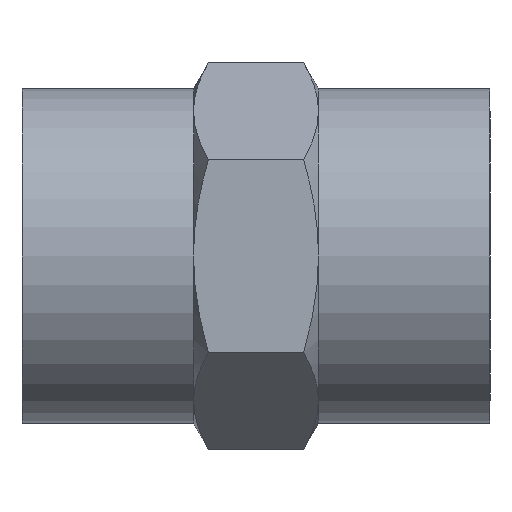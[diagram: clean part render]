
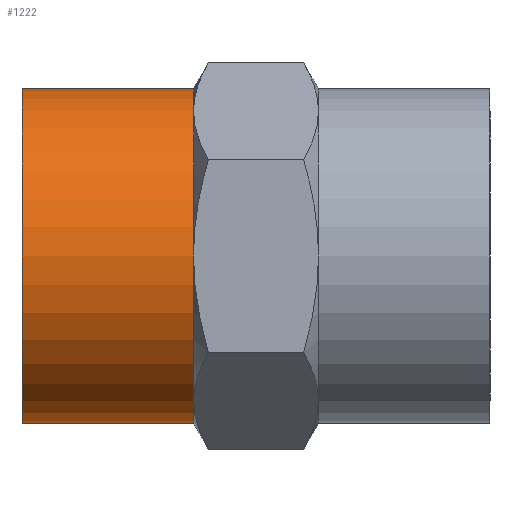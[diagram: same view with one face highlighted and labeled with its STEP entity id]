
A CAD part, front view. The second image highlights one B-rep face of the part: STEP entity #1222.
In plain terms, the highlighted cylindrical face has radius 7.938 mm (diameter 15.875 mm), a full revolution.
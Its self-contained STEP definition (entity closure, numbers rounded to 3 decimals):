
#201=FACE_OUTER_BOUND('',#277,.T.);
#277=EDGE_LOOP('',(#821,#822,#823,#824,#825,#826,#827,#828,#829,#830,#831));
#359=CIRCLE('',#1304,7.938);
#360=CIRCLE('',#1305,7.938);
#361=CIRCLE('',#1306,7.938);
#362=CIRCLE('',#1307,7.938);
#363=CIRCLE('',#1308,7.938);
#364=CIRCLE('',#1309,7.938);
#365=CIRCLE('',#1310,7.938);
#395=LINE('',#1685,#447);
#396=LINE('',#1693,#448);
#447=VECTOR('',#1416,1000.);
#448=VECTOR('',#1423,1000.);
#499=VERTEX_POINT('',#1683);
#500=VERTEX_POINT('',#1684);
#501=VERTEX_POINT('',#1686);
#502=VERTEX_POINT('',#1688);
#503=VERTEX_POINT('',#1690);
#504=VERTEX_POINT('',#1692);
#505=VERTEX_POINT('',#1694);
#506=VERTEX_POINT('',#1696);
#625=EDGE_CURVE('',#499,#500,#395,.T.);
#626=EDGE_CURVE('',#501,#500,#359,.T.);
#627=EDGE_CURVE('',#502,#501,#360,.T.);
#628=EDGE_CURVE('',#503,#502,#361,.T.);
#629=EDGE_CURVE('',#504,#503,#396,.T.);
#630=EDGE_CURVE('',#505,#503,#362,.T.);
#631=EDGE_CURVE('',#506,#505,#363,.T.);
#632=EDGE_CURVE('',#500,#506,#364,.T.);
#633=EDGE_CURVE('',#499,#499,#365,.T.);
#821=ORIENTED_EDGE('',*,*,#625,.T.);
#822=ORIENTED_EDGE('',*,*,#626,.F.);
#823=ORIENTED_EDGE('',*,*,#627,.F.);
#824=ORIENTED_EDGE('',*,*,#628,.F.);
#825=ORIENTED_EDGE('',*,*,#629,.F.);
#826=ORIENTED_EDGE('',*,*,#629,.T.);
#827=ORIENTED_EDGE('',*,*,#630,.F.);
#828=ORIENTED_EDGE('',*,*,#631,.F.);
#829=ORIENTED_EDGE('',*,*,#632,.F.);
#830=ORIENTED_EDGE('',*,*,#625,.F.);
#831=ORIENTED_EDGE('',*,*,#633,.T.);
#1213=CYLINDRICAL_SURFACE('',#1303,7.938);
#1222=ADVANCED_FACE('',(#201),#1213,.T.);
#1303=AXIS2_PLACEMENT_3D('',#1682,#1414,#1415);
#1304=AXIS2_PLACEMENT_3D('',#1687,#1417,#1418);
#1305=AXIS2_PLACEMENT_3D('',#1689,#1419,#1420);
#1306=AXIS2_PLACEMENT_3D('',#1691,#1421,#1422);
#1307=AXIS2_PLACEMENT_3D('',#1695,#1424,#1425);
#1308=AXIS2_PLACEMENT_3D('',#1697,#1426,#1427);
#1309=AXIS2_PLACEMENT_3D('',#1698,#1428,#1429);
#1310=AXIS2_PLACEMENT_3D('',#1699,#1430,#1431);
#1414=DIRECTION('center_axis',(1.,0.,0.));
#1415=DIRECTION('ref_axis',(0.,-1.,0.));
#1416=DIRECTION('',(1.,0.,0.));
#1417=DIRECTION('center_axis',(1.,0.,0.));
#1418=DIRECTION('ref_axis',(0.,1.,0.));
#1419=DIRECTION('center_axis',(1.,0.,0.));
#1420=DIRECTION('ref_axis',(0.,1.,0.));
#1421=DIRECTION('center_axis',(1.,0.,0.));
#1422=DIRECTION('ref_axis',(0.,1.,0.));
#1423=DIRECTION('',(1.,0.,0.));
#1424=DIRECTION('center_axis',(1.,0.,0.));
#1425=DIRECTION('ref_axis',(0.,1.,0.));
#1426=DIRECTION('center_axis',(1.,0.,0.));
#1427=DIRECTION('ref_axis',(0.,1.,0.));
#1428=DIRECTION('center_axis',(1.,0.,0.));
#1429=DIRECTION('ref_axis',(0.,1.,0.));
#1430=DIRECTION('center_axis',(1.,0.,0.));
#1431=DIRECTION('ref_axis',(0.,1.,0.));
#1682=CARTESIAN_POINT('Origin',(-12.351,0.,9.165));
#1683=CARTESIAN_POINT('',(-11.101,7.938,9.165));
#1684=CARTESIAN_POINT('',(-2.964,7.938,9.165));
#1685=CARTESIAN_POINT('',(-12.351,7.938,9.165));
#1686=CARTESIAN_POINT('',(-2.964,3.969,2.291));
#1687=CARTESIAN_POINT('Origin',(-2.964,0.,9.165));
#1688=CARTESIAN_POINT('',(-2.964,-3.969,2.291));
#1689=CARTESIAN_POINT('Origin',(-2.964,0.,9.165));
#1690=CARTESIAN_POINT('',(-2.964,-7.938,9.165));
#1691=CARTESIAN_POINT('Origin',(-2.964,0.,9.165));
#1692=CARTESIAN_POINT('',(-3.464,-7.938,9.165));
#1693=CARTESIAN_POINT('',(-12.351,-7.938,9.165));
#1694=CARTESIAN_POINT('',(-2.964,-3.969,16.04));
#1695=CARTESIAN_POINT('Origin',(-2.964,0.,9.165));
#1696=CARTESIAN_POINT('',(-2.964,3.969,16.04));
#1697=CARTESIAN_POINT('Origin',(-2.964,0.,9.165));
#1698=CARTESIAN_POINT('Origin',(-2.964,0.,9.165));
#1699=CARTESIAN_POINT('Origin',(-11.101,0.,9.165));
